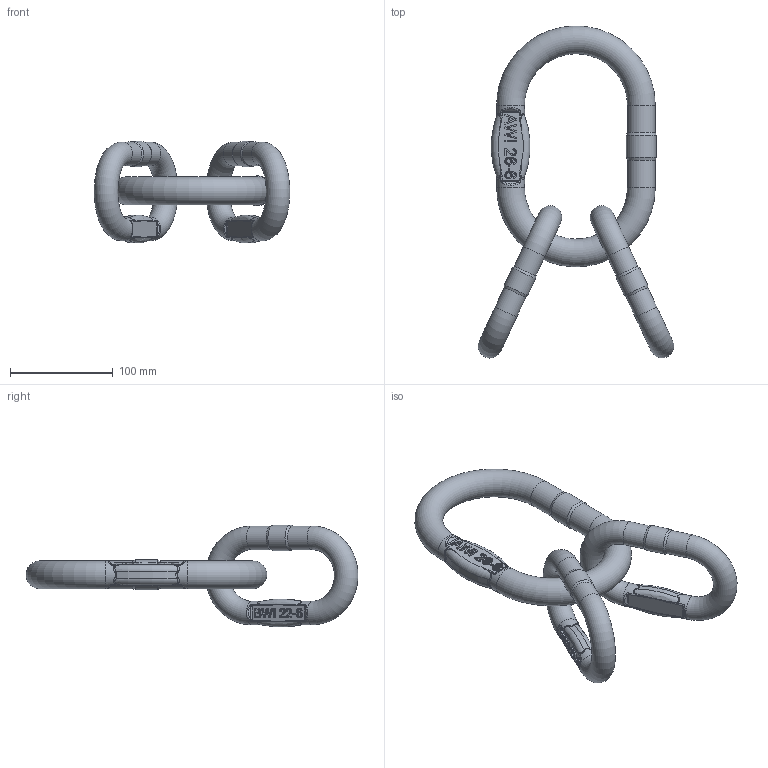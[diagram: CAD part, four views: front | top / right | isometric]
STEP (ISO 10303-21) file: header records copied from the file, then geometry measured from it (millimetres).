
FILE_DESCRIPTION(/* description */ (''),/* implementation_level */ '2;1');
FILE_NAME(/* name */ 'VWI 13-6 Kundenmodell.stp',/* time_stamp */ '2015-10-19T11:17:44+02:00',/* author */ (''),/* organization */ (''),/* preprocessor_version */ 'ST-DEVELOPER v15',/* originating_system */ 'SIEMENS PLM Software NX 9.0',/* authorisation */ '');
FILE_SCHEMA (('AUTOMOTIVE_DESIGN { 1 0 10303 214 3 1 1 1 }'));
Length unit declared in the file: millimetre
Products named in the file (1): zer189C0F9Fge24
Bounding box: 190.01 x 322.44 x 98.76 mm (x, y, z)
Volume: 624584.5 mm3; surface area: 102226.3 mm2
Topology: 3 solids, 3 shells, 363 faces, 893 edges, 552 vertices
Faces by surface type: plane 135, bspline 76, extrusion 71, cylinder 57, torus 18, cone 6
Full cylindrical faces by diameter (mm): 23 x8, 24.725 x2, 27 x4, 29.025 x1
Entity records: 15260 total; most frequent: CARTESIAN_POINT 7838, ORIENTED_EDGE 1692, DIRECTION 1126, EDGE_CURVE 846, VERTEX_POINT 540, B_SPLINE_CURVE_WITH_KNOTS 448, EDGE_LOOP 420, VECTOR 388
